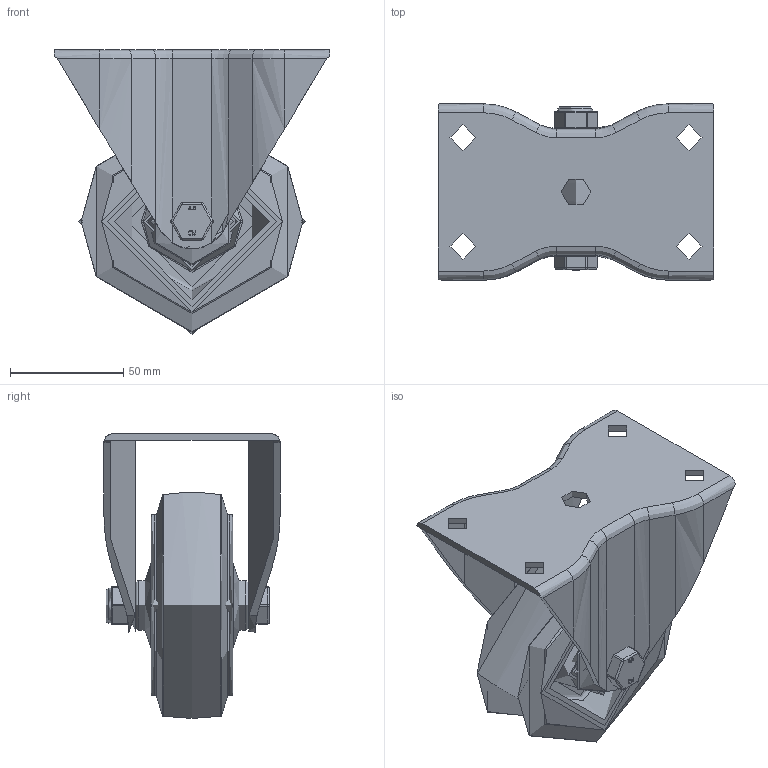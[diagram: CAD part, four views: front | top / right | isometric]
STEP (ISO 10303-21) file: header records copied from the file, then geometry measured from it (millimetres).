
FILE_DESCRIPTION(/* description */ (''),/* implementation_level */ '2;1');
FILE_NAME(/* name */ 'BZHF100SRNBJLP.step',/* time_stamp */ '2024-05-02T11:05:50+01:00',/* author */ (''),/* organization */ (''),/* preprocessor_version */ 'ST-DEVELOPER v20',/* originating_system */ 'Autodesk Translation Framework v12.20.1.177',/* authorisation */ '');
FILE_SCHEMA (('AUTOMOTIVE_DESIGN { 1 0 10303 214 3 1 1 }'));
Length unit declared in the file: millimetre
Products named in the file (24): BZHF100SRNBJLP; BZHF100ASLP - 50 v1; ZINC PLATED PRESSED STEEL BRACKET; BZH100WSRNBJM10 v1; BZMM100WSRNBJ; 65 SHORE A ELASTIC RUBBER TYRE; NYLON RIM; BEARING 6202; METAL; METAL2; Pattern; Component1; MIDDLE; RUBBER; RUBBER2; HUBCAPM10X49RN; HUBCAPM10X49RN (1); HUB CAP; HEXBOLTM10X65Z8.8FULL v2; GRADE 8.8 FULLY THREADED ZINC PLATED BOLT; NYLOCM10Z v1; NYLOC NUT; RUBBER (1); NUT
Assembly tree (31 placements, depth 6):
  BZHF100SRNBJLP
    BZHF100ASLP - 50 v1
      ZINC PLATED PRESSED STEEL BRACKET
    BZH100WSRNBJM10 v1
      BZMM100WSRNBJ
        65 SHORE A ELASTIC RUBBER TYRE
        NYLON RIM
        BEARING 6202
          METAL
          METAL2
          Pattern
            Component1  x8
          MIDDLE
          RUBBER
          RUBBER2
      HUBCAPM10X49RN
        HUB CAP
      HUBCAPM10X49RN (1)
        HUB CAP
    HEXBOLTM10X65Z8.8FULL v2
      GRADE 8.8 FULLY THREADED ZINC PLATED BOLT
    NYLOCM10Z v1
      NYLOC NUT
        RUBBER (1)
        NUT
Bounding box: 122 x 78 x 126 mm (x, y, z)
Volume: 248049.3 mm3; surface area: 122456.9 mm2
Topology: 21 solids, 21 shells, 743 faces, 1830 edges, 1191 vertices
Faces by surface type: plane 259, cylinder 222, bspline 181, sphere 42, torus 24, cone 15
Full cylindrical faces by diameter (mm): 8.141 x18, 9.85 x30, 10 x3, 10.2 x2, 10.8 x1, 11.5 x4, 12 x2, 14.9 x2, 15 x1, 16 x2, 18 x1, 19 x2, 20 x4, 22 x2, 22.5 x2, 23 x2, 26 x2, 28 x2, 30 x4, 30.5 x2, 31 x4, 32 x1, 33 x2, 35 x4, 37 x2, 38.5 x2, 40 x2, 43 x2, 75 x2, 80 x2
Entity records: 29389 total; most frequent: CARTESIAN_POINT 12935, ORIENTED_EDGE 3512, DIRECTION 2794, EDGE_CURVE 1756, VERTEX_POINT 1154, AXIS2_PLACEMENT_3D 1019, EDGE_LOOP 854, LINE 756
